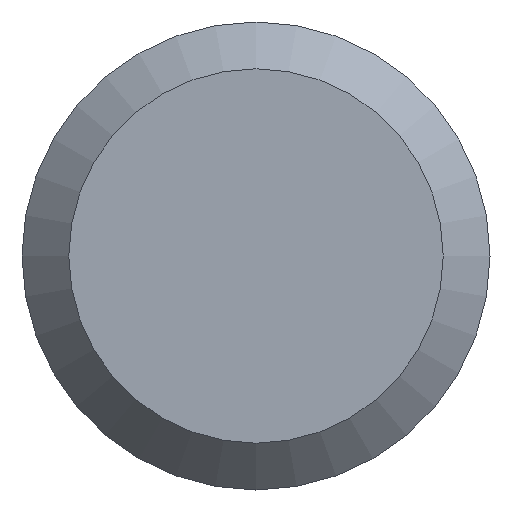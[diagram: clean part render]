
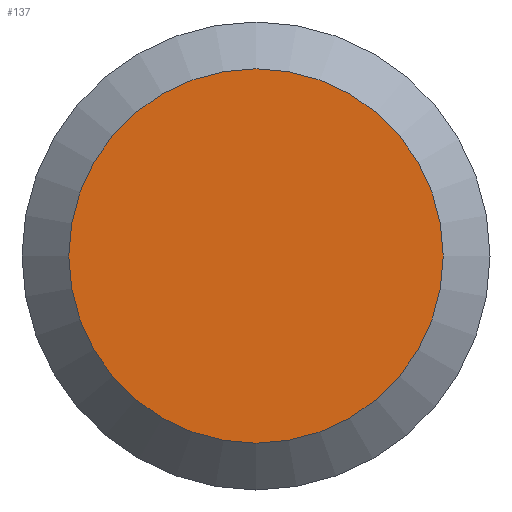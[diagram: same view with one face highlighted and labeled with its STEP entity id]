
A CAD part, left-side view. The second image highlights one B-rep face of the part: STEP entity #137.
In plain terms, the highlighted planar face has unit normal (-1, 0, 0).
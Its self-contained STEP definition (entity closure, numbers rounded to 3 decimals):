
#7 = AXIS2_PLACEMENT_3D ( 'NONE', #115, #13, #146 ) ;
#13 = DIRECTION ( 'NONE',  ( -1., 0., 0. ) ) ;
#20 = PLANE ( 'NONE',  #64 ) ;
#34 = EDGE_LOOP ( 'NONE', ( #52 ) ) ;
#50 = VERTEX_POINT ( 'NONE', #97 ) ;
#52 = ORIENTED_EDGE ( 'NONE', *, *, #74, .T. ) ;
#64 = AXIS2_PLACEMENT_3D ( 'NONE', #145, #75, #205 ) ;
#71 = FACE_OUTER_BOUND ( 'NONE', #34, .T. ) ;
#74 = EDGE_CURVE ( 'NONE', #50, #50, #85, .T. ) ;
#75 = DIRECTION ( 'NONE',  ( 1., 0., 0. ) ) ;
#85 = CIRCLE ( 'NONE', #7, 5.16 ) ;
#97 = CARTESIAN_POINT ( 'NONE',  ( 0., 0., -5.16 ) ) ;
#115 = CARTESIAN_POINT ( 'NONE',  ( 0., 0., 0. ) ) ;
#137 = ADVANCED_FACE ( 'NONE', ( #71 ), #20, .F. ) ;
#145 = CARTESIAN_POINT ( 'NONE',  ( 0., 6.45, 0. ) ) ;
#146 = DIRECTION ( 'NONE',  ( 0., 0., -1. ) ) ;
#205 = DIRECTION ( 'NONE',  ( 0., 0., -1. ) ) ;
